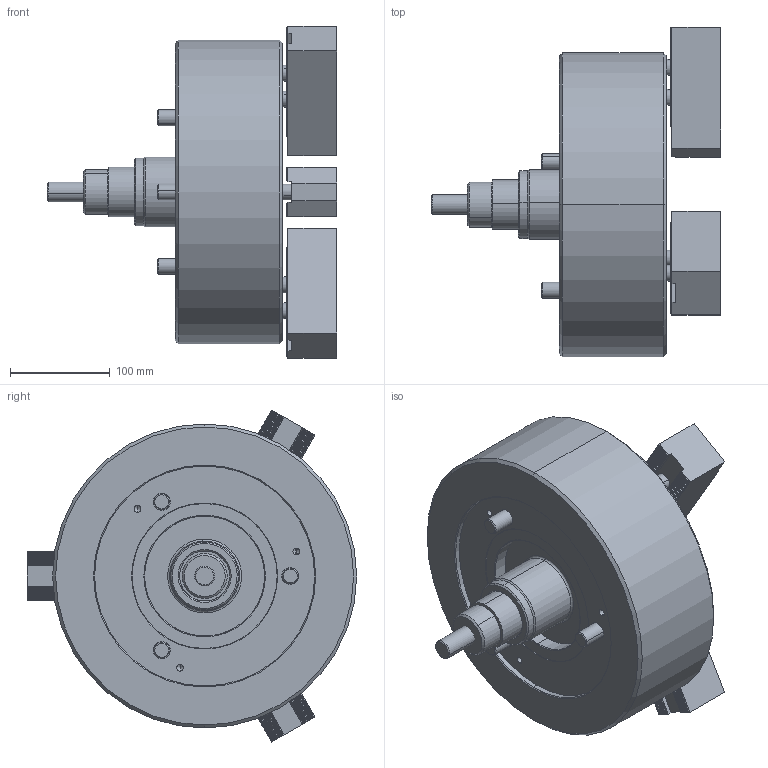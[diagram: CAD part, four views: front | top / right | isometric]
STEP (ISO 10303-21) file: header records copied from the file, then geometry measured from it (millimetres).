
FILE_DESCRIPTION (( 'STEP AP203' ), '1' );
FILE_NAME ('3V-12 外觀參考.STEP', '2016-03-14T07:29:00', ( 'temp' ), ( '' ), 'SwSTEP 2.0', 'SolidWorks 2015', '' );
FILE_SCHEMA (( 'CONFIG_CONTROL_DESIGN' ));
Length unit declared in the file: millimetre
Products named in the file (11): M16x35; M5x12半圓頭; 3V-12本體; M16x105; 3V-12中仁; 3V-12 外觀參考; SJ-12H; 3V-12防塵蓋; 3V-12連接管; M20x90(全牙); 3P-10連接管螺帽
Assembly tree (24 placements, depth 2):
  3V-12 外觀參考
    3V-12本體
    3V-12中仁
    SJ-12H  x3
    3V-12防塵蓋
    3V-12連接管
    M20x90(全牙)
    3P-10連接管螺帽
    M16x35  x6
    M5x12半圓頭  x6
    M16x105  x3
Bounding box: 289.37 x 329.25 x 332 mm (x, y, z)
Volume: 8356613.7 mm3; surface area: 584289.2 mm2
Topology: 24 solids, 24 shells, 2238 faces, 6243 edges, 4060 vertices
Faces by surface type: plane 1518, cylinder 552, cone 150, torus 18
Entity records: 27023 total; most frequent: CARTESIAN_POINT 5348, ORIENTED_EDGE 4430, DIRECTION 3924, EDGE_CURVE 2215, LINE 1636, VECTOR 1636, VERTEX_POINT 1448, AXIS2_PLACEMENT_3D 1144
